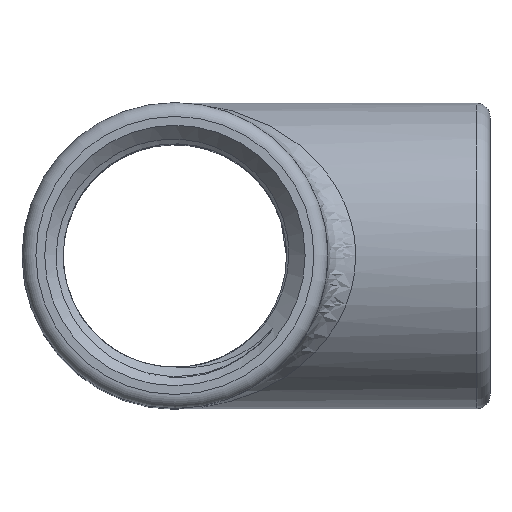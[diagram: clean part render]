
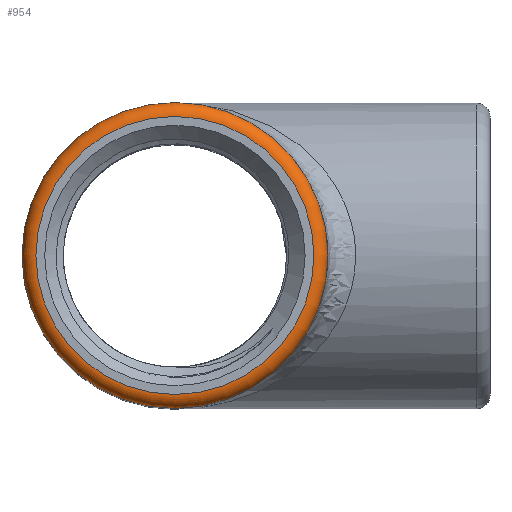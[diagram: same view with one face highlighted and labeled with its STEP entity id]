
A CAD part, top view. The second image highlights one B-rep face of the part: STEP entity #954.
In plain terms, the highlighted toroidal (fillet/blend) face has major radius 15 mm and minor radius 1.5 mm.
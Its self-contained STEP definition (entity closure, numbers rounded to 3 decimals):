
#25=TOROIDAL_SURFACE('',#1000,15.,1.5);
#36=CIRCLE('',#980,15.);
#40=CIRCLE('',#986,16.5);
#482=ORIENTED_EDGE('',*,*,#651,.F.);
#483=ORIENTED_EDGE('',*,*,#655,.F.);
#651=EDGE_CURVE('',#805,#805,#36,.T.);
#655=EDGE_CURVE('',#809,#809,#40,.T.);
#805=VERTEX_POINT('',#11783);
#809=VERTEX_POINT('',#11793);
#874=EDGE_LOOP('',(#482));
#875=EDGE_LOOP('',(#483));
#916=FACE_BOUND('',#874,.T.);
#917=FACE_BOUND('',#875,.T.);
#954=ADVANCED_FACE('',(#916,#917),#25,.T.);
#980=AXIS2_PLACEMENT_3D('',#11782,#1033,#1034);
#986=AXIS2_PLACEMENT_3D('',#11792,#1045,#1046);
#1000=AXIS2_PLACEMENT_3D('',#11825,#1073,#1074);
#1033=DIRECTION('',(0.,0.,1.));
#1034=DIRECTION('',(1.,0.,0.));
#1045=DIRECTION('',(0.,0.,-1.));
#1046=DIRECTION('',(1.,0.,0.));
#1073=DIRECTION('',(0.,0.,1.));
#1074=DIRECTION('',(1.,0.,0.));
#11782=CARTESIAN_POINT('',(0.,0.,33.75));
#11783=CARTESIAN_POINT('',(15.,0.,33.75));
#11792=CARTESIAN_POINT('',(0.,0.,32.25));
#11793=CARTESIAN_POINT('',(16.5,0.,32.25));
#11825=CARTESIAN_POINT('',(0.,0.,32.25));
